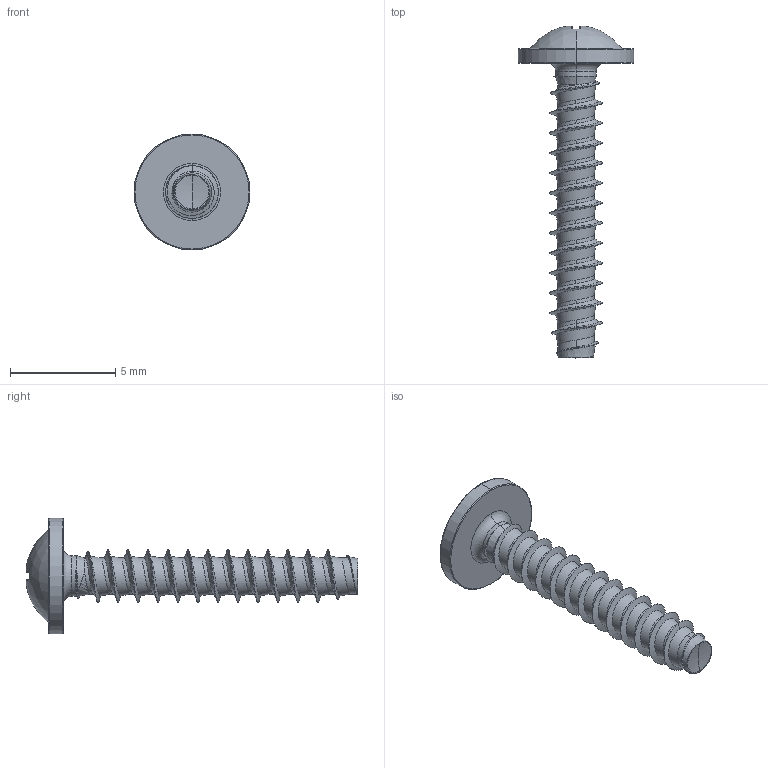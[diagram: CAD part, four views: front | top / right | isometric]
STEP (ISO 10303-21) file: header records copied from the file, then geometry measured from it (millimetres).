
FILE_DESCRIPTION (( 'STEP AP203' ), '1' );
FILE_NAME ('STP310250140.STEP', '2017-08-15T04:14:48', ( '' ), ( '' ), 'SwSTEP 2.0', 'SolidWorks 2015', '' );
FILE_SCHEMA (( 'CONFIG_CONTROL_DESIGN' ));
Length unit declared in the file: millimetre
Products named in the file (1): STP310250140
Bounding box: 5.5 x 15.77 x 5.5 mm (x, y, z)
Volume: 63.4 mm3; surface area: 192.4 mm2
Topology: 1 solids, 1 shells, 194 faces, 448 edges, 257 vertices
Faces by surface type: cylinder 54, bspline 51, torus 30, sphere 28, plane 23, cone 8
Entity records: 22464 total; most frequent: CARTESIAN_POINT 18440, ORIENTED_EDGE 892, DIRECTION 764, EDGE_CURVE 446, AXIS2_PLACEMENT_3D 339, VERTEX_POINT 257, EDGE_LOOP 197, CIRCLE 195
